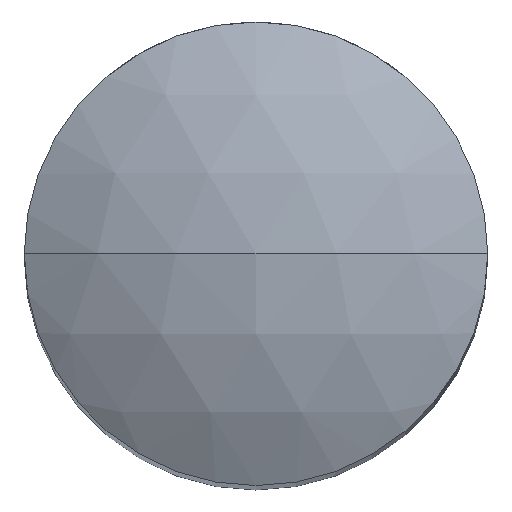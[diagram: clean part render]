
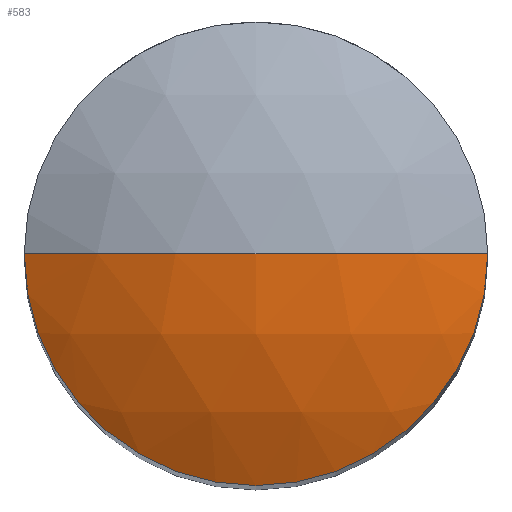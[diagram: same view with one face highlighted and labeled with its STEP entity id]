
A CAD part, top view. The second image highlights one B-rep face of the part: STEP entity #583.
In plain terms, the highlighted spherical face has radius 1 mm.
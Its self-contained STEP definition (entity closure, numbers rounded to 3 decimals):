
#63 = AXIS2_PLACEMENT_3D ( 'NONE', #390, #387, #379 ) ;
#196 = AXIS2_PLACEMENT_3D ( 'NONE', #212, #232, #208 ) ;
#208 = DIRECTION ( 'NONE',  ( 1., 0., 0. ) ) ;
#212 = CARTESIAN_POINT ( 'NONE',  ( 0., 0., 5. ) ) ;
#218 = VERTEX_POINT ( 'NONE', #605 ) ;
#222 = DIRECTION ( 'NONE',  ( 0., 0., 1. ) ) ;
#226 = AXIS2_PLACEMENT_3D ( 'NONE', #293, #280, #272 ) ;
#227 = DIRECTION ( 'NONE',  ( 0., 1., 0. ) ) ;
#229 = CARTESIAN_POINT ( 'NONE',  ( 0., 0., 5. ) ) ;
#232 = DIRECTION ( 'NONE',  ( 0., -1., 0. ) ) ;
#245 = AXIS2_PLACEMENT_3D ( 'NONE', #229, #227, #222 ) ;
#272 = DIRECTION ( 'NONE',  ( -1., 0., 0. ) ) ;
#280 = DIRECTION ( 'NONE',  ( 0., 0., -1. ) ) ;
#281 = EDGE_LOOP ( 'NONE', ( #714, #545, #554 ) ) ;
#293 = CARTESIAN_POINT ( 'NONE',  ( 0., 0., 5.866 ) ) ;
#330 = SPHERICAL_SURFACE ( 'NONE', #196, 1. ) ;
#368 = CIRCLE ( 'NONE', #226, 0.5 ) ;
#379 = DIRECTION ( 'NONE',  ( 1., 0., 0. ) ) ;
#387 = DIRECTION ( 'NONE',  ( 0., -1., 0. ) ) ;
#390 = CARTESIAN_POINT ( 'NONE',  ( 0., 0., 5. ) ) ;
#413 = CIRCLE ( 'NONE', #63, 1. ) ;
#436 = CIRCLE ( 'NONE', #245, 1. ) ;
#483 = EDGE_CURVE ( 'NONE', #688, #815, #436, .T. ) ;
#522 = EDGE_CURVE ( 'NONE', #688, #218, #413, .T. ) ;
#541 = EDGE_CURVE ( 'NONE', #815, #218, #368, .T. ) ;
#545 = ORIENTED_EDGE ( 'NONE', *, *, #522, .T. ) ;
#554 = ORIENTED_EDGE ( 'NONE', *, *, #541, .F. ) ;
#583 = ADVANCED_FACE ( 'NONE', ( #671 ), #330, .T. ) ;
#605 = CARTESIAN_POINT ( 'NONE',  ( -0.5, 0., 5.866 ) ) ;
#649 = CARTESIAN_POINT ( 'NONE',  ( 0., 0., 6. ) ) ;
#671 = FACE_OUTER_BOUND ( 'NONE', #281, .T. ) ;
#688 = VERTEX_POINT ( 'NONE', #649 ) ;
#714 = ORIENTED_EDGE ( 'NONE', *, *, #483, .F. ) ;
#741 = CARTESIAN_POINT ( 'NONE',  ( 0.5, 0., 5.866 ) ) ;
#815 = VERTEX_POINT ( 'NONE', #741 ) ;
